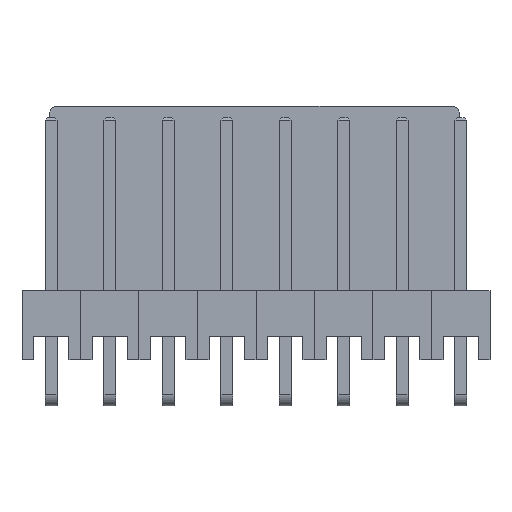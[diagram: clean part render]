
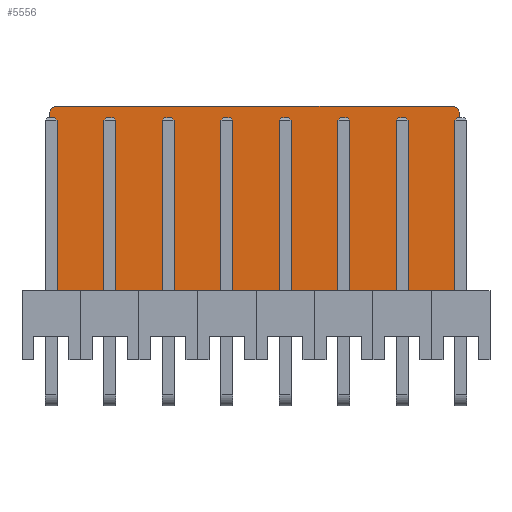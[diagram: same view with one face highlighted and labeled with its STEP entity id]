
A CAD part, front view. The second image highlights one B-rep face of the part: STEP entity #5556.
In plain terms, the highlighted face is planar.
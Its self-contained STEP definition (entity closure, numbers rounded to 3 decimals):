
#5206 = PLANE('',#5207);
#5207 = AXIS2_PLACEMENT_3D('',#5208,#5209,#5210);
#5208 = CARTESIAN_POINT('',(18.98,3.,0.));
#5209 = DIRECTION('',(-1.,0.,0.));
#5210 = DIRECTION('',(0.,1.,0.));
#5231 = VERTEX_POINT('',#5232);
#5232 = CARTESIAN_POINT('',(18.98,3.,1.));
#5246 = PLANE('',#5247);
#5247 = AXIS2_PLACEMENT_3D('',#5248,#5249,#5250);
#5248 = CARTESIAN_POINT('',(1.2,3.,0.));
#5249 = DIRECTION('',(0.,1.,0.));
#5250 = DIRECTION('',(1.,0.,0.));
#5258 = EDGE_CURVE('',#5231,#5259,#5261,.T.);
#5259 = VERTEX_POINT('',#5260);
#5260 = CARTESIAN_POINT('',(18.98,10.7,1.));
#5261 = SURFACE_CURVE('',#5262,(#5266,#5273),.PCURVE_S1.);
#5262 = LINE('',#5263,#5264);
#5263 = CARTESIAN_POINT('',(18.98,3.,1.));
#5264 = VECTOR('',#5265,1.);
#5265 = DIRECTION('',(0.,1.,0.));
#5266 = PCURVE('',#5206,#5267);
#5267 = DEFINITIONAL_REPRESENTATION('',(#5268),#5272);
#5268 = LINE('',#5269,#5270);
#5269 = CARTESIAN_POINT('',(0.,-1.));
#5270 = VECTOR('',#5271,1.);
#5271 = DIRECTION('',(1.,0.));
#5272 = ( GEOMETRIC_REPRESENTATION_CONTEXT(2) 
PARAMETRIC_REPRESENTATION_CONTEXT() REPRESENTATION_CONTEXT('2D SPACE',''
  ) );
#5273 = PCURVE('',#5274,#5279);
#5274 = PLANE('',#5275);
#5275 = AXIS2_PLACEMENT_3D('',#5276,#5277,#5278);
#5276 = CARTESIAN_POINT('',(18.98,3.,1.));
#5277 = DIRECTION('',(0.,0.,-1.));
#5278 = DIRECTION('',(0.,1.,0.));
#5279 = DEFINITIONAL_REPRESENTATION('',(#5280),#5284);
#5280 = LINE('',#5281,#5282);
#5281 = CARTESIAN_POINT('',(0.,0.));
#5282 = VECTOR('',#5283,1.);
#5283 = DIRECTION('',(1.,0.));
#5284 = ( GEOMETRIC_REPRESENTATION_CONTEXT(2) 
PARAMETRIC_REPRESENTATION_CONTEXT() REPRESENTATION_CONTEXT('2D SPACE',''
  ) );
#5300 = CYLINDRICAL_SURFACE('',#5301,0.3);
#5301 = AXIS2_PLACEMENT_3D('',#5302,#5303,#5304);
#5302 = CARTESIAN_POINT('',(18.68,10.7,0.));
#5303 = DIRECTION('',(0.,0.,1.));
#5304 = DIRECTION('',(1.,0.,-0.));
#5355 = PLANE('',#5356);
#5356 = AXIS2_PLACEMENT_3D('',#5357,#5358,#5359);
#5357 = CARTESIAN_POINT('',(1.2,11.,0.));
#5358 = DIRECTION('',(1.,0.,0.));
#5359 = DIRECTION('',(0.,-1.,0.));
#5388 = CYLINDRICAL_SURFACE('',#5389,0.3);
#5389 = AXIS2_PLACEMENT_3D('',#5390,#5391,#5392);
#5390 = CARTESIAN_POINT('',(1.5,10.7,0.));
#5391 = DIRECTION('',(0.,0.,1.));
#5392 = DIRECTION('',(-0.,1.,0.));
#5416 = PLANE('',#5417);
#5417 = AXIS2_PLACEMENT_3D('',#5418,#5419,#5420);
#5418 = CARTESIAN_POINT('',(18.98,11.,0.));
#5419 = DIRECTION('',(0.,-1.,0.));
#5420 = DIRECTION('',(-1.,0.,0.));
#5459 = VERTEX_POINT('',#5460);
#5460 = CARTESIAN_POINT('',(18.68,11.,1.));
#5481 = EDGE_CURVE('',#5259,#5459,#5482,.T.);
#5482 = SURFACE_CURVE('',#5483,(#5488,#5495),.PCURVE_S1.);
#5483 = CIRCLE('',#5484,0.3);
#5484 = AXIS2_PLACEMENT_3D('',#5485,#5486,#5487);
#5485 = CARTESIAN_POINT('',(18.68,10.7,1.));
#5486 = DIRECTION('',(0.,0.,1.));
#5487 = DIRECTION('',(0.,-1.,0.));
#5488 = PCURVE('',#5300,#5489);
#5489 = DEFINITIONAL_REPRESENTATION('',(#5490),#5494);
#5490 = LINE('',#5491,#5492);
#5491 = CARTESIAN_POINT('',(-1.571,1.));
#5492 = VECTOR('',#5493,1.);
#5493 = DIRECTION('',(1.,0.));
#5494 = ( GEOMETRIC_REPRESENTATION_CONTEXT(2) 
PARAMETRIC_REPRESENTATION_CONTEXT() REPRESENTATION_CONTEXT('2D SPACE',''
  ) );
#5495 = PCURVE('',#5274,#5496);
#5496 = DEFINITIONAL_REPRESENTATION('',(#5497),#5505);
#5497 = ( BOUNDED_CURVE() B_SPLINE_CURVE(2,(#5498,#5499,#5500,#5501,
#5502,#5503,#5504),.UNSPECIFIED.,.F.,.F.) B_SPLINE_CURVE_WITH_KNOTS((1,2
    ,2,2,2,1),(-2.094,0.,2.094,4.189,
6.283,8.378),.UNSPECIFIED.) CURVE() 
GEOMETRIC_REPRESENTATION_ITEM() RATIONAL_B_SPLINE_CURVE((1.,0.5,1.,0.5,
1.,0.5,1.)) REPRESENTATION_ITEM('') );
#5498 = CARTESIAN_POINT('',(7.4,-0.3));
#5499 = CARTESIAN_POINT('',(7.4,0.22));
#5500 = CARTESIAN_POINT('',(7.85,-0.04));
#5501 = CARTESIAN_POINT('',(8.3,-0.3));
#5502 = CARTESIAN_POINT('',(7.85,-0.56));
#5503 = CARTESIAN_POINT('',(7.4,-0.82));
#5504 = CARTESIAN_POINT('',(7.4,-0.3));
#5505 = ( GEOMETRIC_REPRESENTATION_CONTEXT(2) 
PARAMETRIC_REPRESENTATION_CONTEXT() REPRESENTATION_CONTEXT('2D SPACE',''
  ) );
#5512 = VERTEX_POINT('',#5513);
#5513 = CARTESIAN_POINT('',(1.2,3.,1.));
#5534 = EDGE_CURVE('',#5512,#5231,#5535,.T.);
#5535 = SURFACE_CURVE('',#5536,(#5540,#5547),.PCURVE_S1.);
#5536 = LINE('',#5537,#5538);
#5537 = CARTESIAN_POINT('',(1.2,3.,1.));
#5538 = VECTOR('',#5539,1.);
#5539 = DIRECTION('',(1.,0.,0.));
#5540 = PCURVE('',#5246,#5541);
#5541 = DEFINITIONAL_REPRESENTATION('',(#5542),#5546);
#5542 = LINE('',#5543,#5544);
#5543 = CARTESIAN_POINT('',(0.,-1.));
#5544 = VECTOR('',#5545,1.);
#5545 = DIRECTION('',(1.,0.));
#5546 = ( GEOMETRIC_REPRESENTATION_CONTEXT(2) 
PARAMETRIC_REPRESENTATION_CONTEXT() REPRESENTATION_CONTEXT('2D SPACE',''
  ) );
#5547 = PCURVE('',#5274,#5548);
#5548 = DEFINITIONAL_REPRESENTATION('',(#5549),#5553);
#5549 = LINE('',#5550,#5551);
#5550 = CARTESIAN_POINT('',(0.,-17.78));
#5551 = VECTOR('',#5552,1.);
#5552 = DIRECTION('',(0.,1.));
#5553 = ( GEOMETRIC_REPRESENTATION_CONTEXT(2) 
PARAMETRIC_REPRESENTATION_CONTEXT() REPRESENTATION_CONTEXT('2D SPACE',''
  ) );
#5556 = ADVANCED_FACE('',(#5557),#5274,.F.);
#5557 = FACE_BOUND('',#5558,.F.);
#5558 = EDGE_LOOP('',(#5559,#5560,#5561,#5584,#5612,#5633));
#5559 = ORIENTED_EDGE('',*,*,#5258,.F.);
#5560 = ORIENTED_EDGE('',*,*,#5534,.F.);
#5561 = ORIENTED_EDGE('',*,*,#5562,.F.);
#5562 = EDGE_CURVE('',#5563,#5512,#5565,.T.);
#5563 = VERTEX_POINT('',#5564);
#5564 = CARTESIAN_POINT('',(1.2,10.7,1.));
#5565 = SURFACE_CURVE('',#5566,(#5570,#5577),.PCURVE_S1.);
#5566 = LINE('',#5567,#5568);
#5567 = CARTESIAN_POINT('',(1.2,11.,1.));
#5568 = VECTOR('',#5569,1.);
#5569 = DIRECTION('',(0.,-1.,0.));
#5570 = PCURVE('',#5274,#5571);
#5571 = DEFINITIONAL_REPRESENTATION('',(#5572),#5576);
#5572 = LINE('',#5573,#5574);
#5573 = CARTESIAN_POINT('',(8.,-17.78));
#5574 = VECTOR('',#5575,1.);
#5575 = DIRECTION('',(-1.,0.));
#5576 = ( GEOMETRIC_REPRESENTATION_CONTEXT(2) 
PARAMETRIC_REPRESENTATION_CONTEXT() REPRESENTATION_CONTEXT('2D SPACE',''
  ) );
#5577 = PCURVE('',#5355,#5578);
#5578 = DEFINITIONAL_REPRESENTATION('',(#5579),#5583);
#5579 = LINE('',#5580,#5581);
#5580 = CARTESIAN_POINT('',(0.,-1.));
#5581 = VECTOR('',#5582,1.);
#5582 = DIRECTION('',(1.,0.));
#5583 = ( GEOMETRIC_REPRESENTATION_CONTEXT(2) 
PARAMETRIC_REPRESENTATION_CONTEXT() REPRESENTATION_CONTEXT('2D SPACE',''
  ) );
#5584 = ORIENTED_EDGE('',*,*,#5585,.F.);
#5585 = EDGE_CURVE('',#5586,#5563,#5588,.T.);
#5586 = VERTEX_POINT('',#5587);
#5587 = CARTESIAN_POINT('',(1.5,11.,1.));
#5588 = SURFACE_CURVE('',#5589,(#5594,#5605),.PCURVE_S1.);
#5589 = CIRCLE('',#5590,0.3);
#5590 = AXIS2_PLACEMENT_3D('',#5591,#5592,#5593);
#5591 = CARTESIAN_POINT('',(1.5,10.7,1.));
#5592 = DIRECTION('',(0.,0.,1.));
#5593 = DIRECTION('',(0.,-1.,0.));
#5594 = PCURVE('',#5274,#5595);
#5595 = DEFINITIONAL_REPRESENTATION('',(#5596),#5604);
#5596 = ( BOUNDED_CURVE() B_SPLINE_CURVE(2,(#5597,#5598,#5599,#5600,
#5601,#5602,#5603),.UNSPECIFIED.,.F.,.F.) B_SPLINE_CURVE_WITH_KNOTS((1,2
    ,2,2,2,1),(-2.094,0.,2.094,4.189,
6.283,8.378),.UNSPECIFIED.) CURVE() 
GEOMETRIC_REPRESENTATION_ITEM() RATIONAL_B_SPLINE_CURVE((1.,0.5,1.,0.5,
1.,0.5,1.)) REPRESENTATION_ITEM('') );
#5597 = CARTESIAN_POINT('',(7.4,-17.48));
#5598 = CARTESIAN_POINT('',(7.4,-16.96));
#5599 = CARTESIAN_POINT('',(7.85,-17.22));
#5600 = CARTESIAN_POINT('',(8.3,-17.48));
#5601 = CARTESIAN_POINT('',(7.85,-17.74));
#5602 = CARTESIAN_POINT('',(7.4,-18.));
#5603 = CARTESIAN_POINT('',(7.4,-17.48));
#5604 = ( GEOMETRIC_REPRESENTATION_CONTEXT(2) 
PARAMETRIC_REPRESENTATION_CONTEXT() REPRESENTATION_CONTEXT('2D SPACE',''
  ) );
#5605 = PCURVE('',#5388,#5606);
#5606 = DEFINITIONAL_REPRESENTATION('',(#5607),#5611);
#5607 = LINE('',#5608,#5609);
#5608 = CARTESIAN_POINT('',(-3.142,1.));
#5609 = VECTOR('',#5610,1.);
#5610 = DIRECTION('',(1.,0.));
#5611 = ( GEOMETRIC_REPRESENTATION_CONTEXT(2) 
PARAMETRIC_REPRESENTATION_CONTEXT() REPRESENTATION_CONTEXT('2D SPACE',''
  ) );
#5612 = ORIENTED_EDGE('',*,*,#5613,.F.);
#5613 = EDGE_CURVE('',#5459,#5586,#5614,.T.);
#5614 = SURFACE_CURVE('',#5615,(#5619,#5626),.PCURVE_S1.);
#5615 = LINE('',#5616,#5617);
#5616 = CARTESIAN_POINT('',(18.98,11.,1.));
#5617 = VECTOR('',#5618,1.);
#5618 = DIRECTION('',(-1.,0.,0.));
#5619 = PCURVE('',#5274,#5620);
#5620 = DEFINITIONAL_REPRESENTATION('',(#5621),#5625);
#5621 = LINE('',#5622,#5623);
#5622 = CARTESIAN_POINT('',(8.,0.));
#5623 = VECTOR('',#5624,1.);
#5624 = DIRECTION('',(0.,-1.));
#5625 = ( GEOMETRIC_REPRESENTATION_CONTEXT(2) 
PARAMETRIC_REPRESENTATION_CONTEXT() REPRESENTATION_CONTEXT('2D SPACE',''
  ) );
#5626 = PCURVE('',#5416,#5627);
#5627 = DEFINITIONAL_REPRESENTATION('',(#5628),#5632);
#5628 = LINE('',#5629,#5630);
#5629 = CARTESIAN_POINT('',(0.,-1.));
#5630 = VECTOR('',#5631,1.);
#5631 = DIRECTION('',(1.,0.));
#5632 = ( GEOMETRIC_REPRESENTATION_CONTEXT(2) 
PARAMETRIC_REPRESENTATION_CONTEXT() REPRESENTATION_CONTEXT('2D SPACE',''
  ) );
#5633 = ORIENTED_EDGE('',*,*,#5481,.F.);
